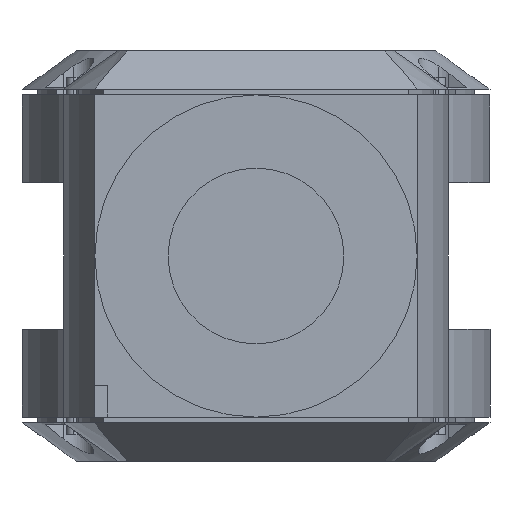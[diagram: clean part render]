
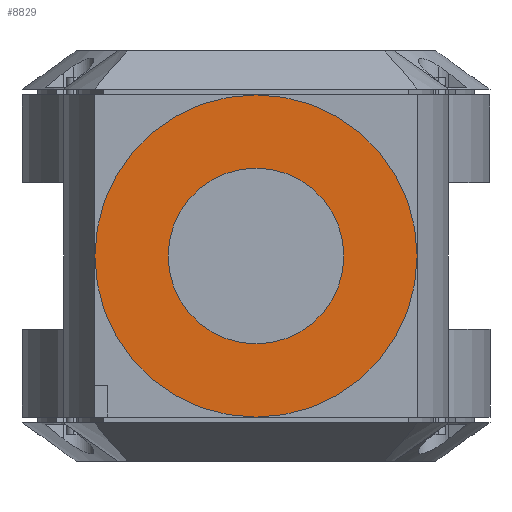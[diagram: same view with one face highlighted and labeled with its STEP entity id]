
A CAD part, left-side view. The second image highlights one B-rep face of the part: STEP entity #8829.
In plain terms, the highlighted planar face has unit normal (-1, 0, 0).
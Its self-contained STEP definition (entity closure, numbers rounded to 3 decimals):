
#182 = CARTESIAN_POINT ( 'NONE',  ( -132.321, 0., -27.5 ) ) ;
#555 = DIRECTION ( 'NONE',  ( 1., 0., 0. ) ) ;
#575 = CARTESIAN_POINT ( 'NONE',  ( -132.321, 0., 0. ) ) ;
#926 = CARTESIAN_POINT ( 'NONE',  ( -132.321, 0., 0. ) ) ;
#1311 = DIRECTION ( 'NONE',  ( 0., 0., -1. ) ) ;
#1336 = EDGE_CURVE ( 'NONE', #2724, #2485, #1579, .T. ) ;
#1579 = CIRCLE ( 'NONE', #2312, 27.5 ) ;
#1691 = CIRCLE ( 'NONE', #7729, 15. ) ;
#1985 = VERTEX_POINT ( 'NONE', #6011 ) ;
#2264 = FACE_OUTER_BOUND ( 'NONE', #8870, .T. ) ;
#2275 = CARTESIAN_POINT ( 'NONE',  ( -132.321, 0., 0. ) ) ;
#2289 = CARTESIAN_POINT ( 'NONE',  ( -132.321, 0., 0. ) ) ;
#2312 = AXIS2_PLACEMENT_3D ( 'NONE', #5489, #555, #6136 ) ;
#2485 = VERTEX_POINT ( 'NONE', #182 ) ;
#2724 = VERTEX_POINT ( 'NONE', #4006 ) ;
#2857 = AXIS2_PLACEMENT_3D ( 'NONE', #575, #5766, #1311 ) ;
#2926 = EDGE_LOOP ( 'NONE', ( #8027, #3111 ) ) ;
#2972 = DIRECTION ( 'NONE',  ( -1., 0., 0. ) ) ;
#3045 = PLANE ( 'NONE',  #7581 ) ;
#3111 = ORIENTED_EDGE ( 'NONE', *, *, #3904, .F. ) ;
#3840 = ORIENTED_EDGE ( 'NONE', *, *, #7718, .F. ) ;
#3904 = EDGE_CURVE ( 'NONE', #7866, #1985, #7629, .T. ) ;
#4006 = CARTESIAN_POINT ( 'NONE',  ( -132.321, 0., 27.5 ) ) ;
#4368 = DIRECTION ( 'NONE',  ( 0., 0., 1. ) ) ;
#5016 = DIRECTION ( 'NONE',  ( -1., 0., 0. ) ) ;
#5167 = FACE_BOUND ( 'NONE', #2926, .T. ) ;
#5489 = CARTESIAN_POINT ( 'NONE',  ( -132.321, 0., 0. ) ) ;
#5766 = DIRECTION ( 'NONE',  ( 1., 0., 0. ) ) ;
#6011 = CARTESIAN_POINT ( 'NONE',  ( -132.321, 0., -15. ) ) ;
#6136 = DIRECTION ( 'NONE',  ( 0., 0., -1. ) ) ;
#6421 = DIRECTION ( 'NONE',  ( 0., 0., -1. ) ) ;
#6617 = DIRECTION ( 'NONE',  ( 0., 0., 1. ) ) ;
#6676 = CARTESIAN_POINT ( 'NONE',  ( -132.321, 0., 15. ) ) ;
#7182 = AXIS2_PLACEMENT_3D ( 'NONE', #2289, #5016, #4368 ) ;
#7581 = AXIS2_PLACEMENT_3D ( 'NONE', #926, #8608, #6421 ) ;
#7629 = CIRCLE ( 'NONE', #7182, 15. ) ;
#7718 = EDGE_CURVE ( 'NONE', #2485, #2724, #8434, .T. ) ;
#7729 = AXIS2_PLACEMENT_3D ( 'NONE', #2275, #2972, #6617 ) ;
#7866 = VERTEX_POINT ( 'NONE', #6676 ) ;
#8027 = ORIENTED_EDGE ( 'NONE', *, *, #8562, .F. ) ;
#8139 = ORIENTED_EDGE ( 'NONE', *, *, #1336, .F. ) ;
#8434 = CIRCLE ( 'NONE', #2857, 27.5 ) ;
#8562 = EDGE_CURVE ( 'NONE', #1985, #7866, #1691, .T. ) ;
#8608 = DIRECTION ( 'NONE',  ( 1., 0., 0. ) ) ;
#8829 = ADVANCED_FACE ( 'NONE', ( #5167, #2264 ), #3045, .F. ) ;
#8870 = EDGE_LOOP ( 'NONE', ( #8139, #3840 ) ) ;
